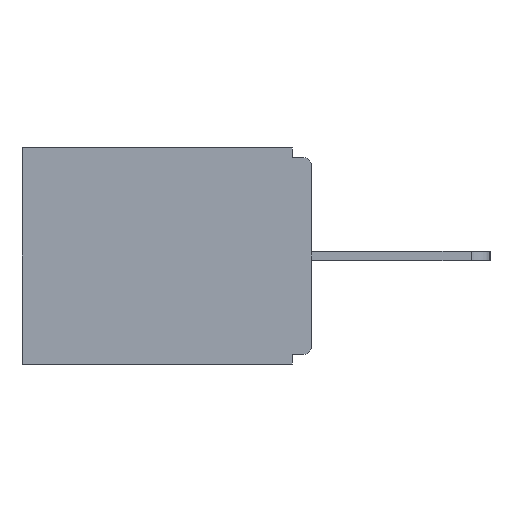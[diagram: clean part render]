
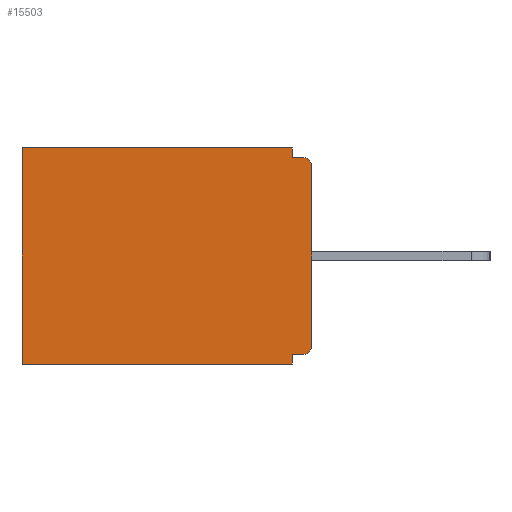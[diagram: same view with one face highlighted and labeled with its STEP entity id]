
A CAD part, left-side view. The second image highlights one B-rep face of the part: STEP entity #15503.
In plain terms, the highlighted planar face has unit normal (-1, 0, 0).
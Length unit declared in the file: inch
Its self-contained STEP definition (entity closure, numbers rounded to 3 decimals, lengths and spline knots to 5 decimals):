
#829 = CARTESIAN_POINT ( 'NONE',  ( 0.298, 0.031, -0.343 ) ) ;
#1002 = ORIENTED_EDGE ( 'NONE', *, *, #1946, .F. ) ;
#1149 = CARTESIAN_POINT ( 'NONE',  ( 0.298, 0.46, 0. ) ) ;
#1272 = CARTESIAN_POINT ( 'NONE',  ( 0.298, 0., -0.313 ) ) ;
#1423 = ORIENTED_EDGE ( 'NONE', *, *, #9627, .T. ) ;
#1686 = VERTEX_POINT ( 'NONE', #5431 ) ;
#1800 = EDGE_CURVE ( 'NONE', #1686, #18527, #7283, .T. ) ;
#1867 = CARTESIAN_POINT ( 'NONE',  ( 0.298, 0., 0. ) ) ;
#1946 = EDGE_CURVE ( 'NONE', #22692, #4051, #16985, .T. ) ;
#2800 = CARTESIAN_POINT ( 'NONE',  ( 0.298, 0.031, -0.343 ) ) ;
#3021 = EDGE_LOOP ( 'NONE', ( #1423, #1002, #13944, #18052, #7085, #5314, #7716, #8609, #10487, #16991 ) ) ;
#3215 = DIRECTION ( 'NONE',  ( 0., -1., 0. ) ) ;
#3293 = VECTOR ( 'NONE', #3215, 39.37008 ) ;
#3544 = PLANE ( 'NONE',  #5135 ) ;
#3563 = EDGE_CURVE ( 'NONE', #9187, #18527, #10798, .T. ) ;
#3742 = DIRECTION ( 'NONE',  ( 0., 0., -1. ) ) ;
#4051 = VERTEX_POINT ( 'NONE', #17739 ) ;
#4342 = CARTESIAN_POINT ( 'NONE',  ( 0.298, 0.015, -0.328 ) ) ;
#4393 = EDGE_CURVE ( 'NONE', #12831, #5390, #7022, .T. ) ;
#5080 = EDGE_CURVE ( 'NONE', #5165, #5390, #20750, .T. ) ;
#5135 = AXIS2_PLACEMENT_3D ( 'NONE', #16067, #17791, #7198 ) ;
#5165 = VERTEX_POINT ( 'NONE', #21291 ) ;
#5231 = DIRECTION ( 'NONE',  ( 0., 0., -1. ) ) ;
#5314 = ORIENTED_EDGE ( 'NONE', *, *, #3563, .F. ) ;
#5390 = VERTEX_POINT ( 'NONE', #1272 ) ;
#5431 = CARTESIAN_POINT ( 'NONE',  ( 0.298, 0.46, 0. ) ) ;
#5440 = EDGE_CURVE ( 'NONE', #18144, #9187, #22300, .T. ) ;
#7022 = CIRCLE ( 'NONE', #22206, 0.015 ) ;
#7085 = ORIENTED_EDGE ( 'NONE', *, *, #1800, .T. ) ;
#7129 = FACE_OUTER_BOUND ( 'NONE', #3021, .T. ) ;
#7198 = DIRECTION ( 'NONE',  ( 0., 0., -1. ) ) ;
#7283 = LINE ( 'NONE', #1149, #15633 ) ;
#7716 = ORIENTED_EDGE ( 'NONE', *, *, #5440, .F. ) ;
#7843 = DIRECTION ( 'NONE',  ( 0., 1., 0. ) ) ;
#8319 = CARTESIAN_POINT ( 'NONE',  ( 0.298, 0., -0.328 ) ) ;
#8330 = LINE ( 'NONE', #829, #17700 ) ;
#8609 = ORIENTED_EDGE ( 'NONE', *, *, #9043, .F. ) ;
#9007 = CARTESIAN_POINT ( 'NONE',  ( 0.298, 0., -0.343 ) ) ;
#9043 = EDGE_CURVE ( 'NONE', #12831, #18144, #17070, .T. ) ;
#9152 = CARTESIAN_POINT ( 'NONE',  ( 0.298, 0.031, -0.328 ) ) ;
#9187 = VERTEX_POINT ( 'NONE', #20929 ) ;
#9627 = EDGE_CURVE ( 'NONE', #5165, #4051, #14669, .T. ) ;
#10050 = CARTESIAN_POINT ( 'NONE',  ( 0.298, 0.015, -0.03 ) ) ;
#10487 = ORIENTED_EDGE ( 'NONE', *, *, #4393, .T. ) ;
#10798 = LINE ( 'NONE', #9007, #19486 ) ;
#11861 = DIRECTION ( 'NONE',  ( 0., 0., -1. ) ) ;
#11967 = DIRECTION ( 'NONE',  ( 0., 1., 0. ) ) ;
#12449 = CARTESIAN_POINT ( 'NONE',  ( 0.298, 0., -0.015 ) ) ;
#12470 = VECTOR ( 'NONE', #11967, 39.37008 ) ;
#12816 = DIRECTION ( 'NONE',  ( 0., 0., -1. ) ) ;
#12831 = VERTEX_POINT ( 'NONE', #4342 ) ;
#13074 = CARTESIAN_POINT ( 'NONE',  ( 0.298, 0.031, 0. ) ) ;
#13197 = VECTOR ( 'NONE', #15496, 39.37008 ) ;
#13488 = AXIS2_PLACEMENT_3D ( 'NONE', #10050, #22154, #11861 ) ;
#13553 = DIRECTION ( 'NONE',  ( 0., 0., -1. ) ) ;
#13944 = ORIENTED_EDGE ( 'NONE', *, *, #14597, .F. ) ;
#14304 = VECTOR ( 'NONE', #5231, 39.37008 ) ;
#14597 = EDGE_CURVE ( 'NONE', #18259, #22692, #8330, .T. ) ;
#14669 = CIRCLE ( 'NONE', #13488, 0.015 ) ;
#14711 = CARTESIAN_POINT ( 'NONE',  ( 0.298, 0., 0. ) ) ;
#15496 = DIRECTION ( 'NONE',  ( 0., 0., -1. ) ) ;
#15503 = ADVANCED_FACE ( 'NONE', ( #7129 ), #3544, .F. ) ;
#15632 = EDGE_CURVE ( 'NONE', #18259, #1686, #22428, .T. ) ;
#15633 = VECTOR ( 'NONE', #3742, 39.37008 ) ;
#16067 = CARTESIAN_POINT ( 'NONE',  ( 0.298, 0., 0. ) ) ;
#16885 = CARTESIAN_POINT ( 'NONE',  ( 0.298, 0.031, -0.015 ) ) ;
#16985 = LINE ( 'NONE', #12449, #3293 ) ;
#16991 = ORIENTED_EDGE ( 'NONE', *, *, #5080, .F. ) ;
#17046 = DIRECTION ( 'NONE',  ( -1., 0., 0. ) ) ;
#17070 = LINE ( 'NONE', #8319, #12470 ) ;
#17196 = CARTESIAN_POINT ( 'NONE',  ( 0.298, 0.46, -0.343 ) ) ;
#17700 = VECTOR ( 'NONE', #13553, 39.37008 ) ;
#17739 = CARTESIAN_POINT ( 'NONE',  ( 0.298, 0.015, -0.015 ) ) ;
#17791 = DIRECTION ( 'NONE',  ( 1., 0., 0. ) ) ;
#18052 = ORIENTED_EDGE ( 'NONE', *, *, #15632, .T. ) ;
#18144 = VERTEX_POINT ( 'NONE', #9152 ) ;
#18259 = VERTEX_POINT ( 'NONE', #13074 ) ;
#18527 = VERTEX_POINT ( 'NONE', #17196 ) ;
#19486 = VECTOR ( 'NONE', #7843, 39.37008 ) ;
#19910 = DIRECTION ( 'NONE',  ( 0., 1., 0. ) ) ;
#20750 = LINE ( 'NONE', #1867, #14304 ) ;
#20843 = CARTESIAN_POINT ( 'NONE',  ( 0.298, 0.015, -0.313 ) ) ;
#20929 = CARTESIAN_POINT ( 'NONE',  ( 0.298, 0.031, -0.343 ) ) ;
#21291 = CARTESIAN_POINT ( 'NONE',  ( 0.298, 0., -0.03 ) ) ;
#21914 = VECTOR ( 'NONE', #19910, 39.37008 ) ;
#22154 = DIRECTION ( 'NONE',  ( -1., 0., 0. ) ) ;
#22206 = AXIS2_PLACEMENT_3D ( 'NONE', #20843, #17046, #12816 ) ;
#22300 = LINE ( 'NONE', #2800, #13197 ) ;
#22428 = LINE ( 'NONE', #14711, #21914 ) ;
#22692 = VERTEX_POINT ( 'NONE', #16885 ) ;
